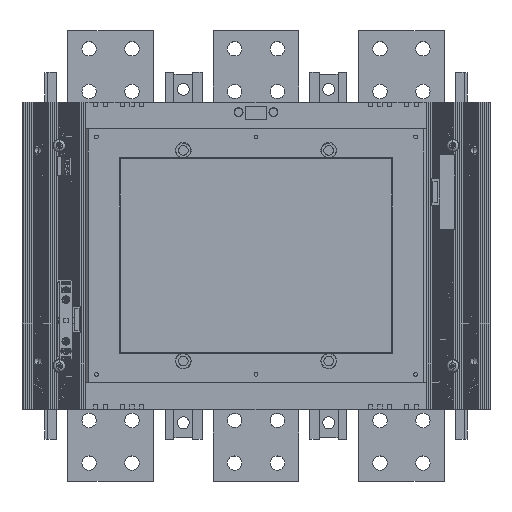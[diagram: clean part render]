
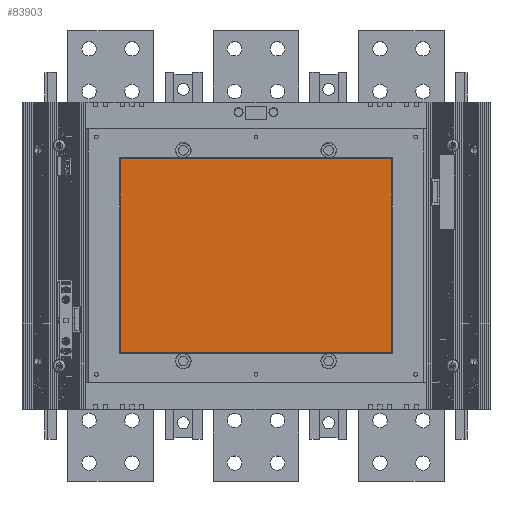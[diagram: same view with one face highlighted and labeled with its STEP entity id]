
A CAD part, top view. The second image highlights one B-rep face of the part: STEP entity #83903.
In plain terms, the highlighted face is planar.
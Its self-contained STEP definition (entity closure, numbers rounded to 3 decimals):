
#65745=DIRECTION('',(0.,0.,-1.));
#65746=VECTOR('',#65745,254.);
#65747=CARTESIAN_POINT('',(116.,90.5,127.));
#65748=LINE('',#65747,#65746);
#65752=DIRECTION('',(0.,-1.,0.));
#65753=VECTOR('',#65752,181.);
#65754=CARTESIAN_POINT('',(116.,90.5,-127.));
#65755=LINE('',#65754,#65753);
#65759=DIRECTION('',(0.,0.,1.));
#65760=VECTOR('',#65759,254.);
#65761=CARTESIAN_POINT('',(116.,-90.5,-127.));
#65762=LINE('',#65761,#65760);
#65766=DIRECTION('',(0.,1.,0.));
#65767=VECTOR('',#65766,181.);
#65768=CARTESIAN_POINT('',(116.,-90.5,127.));
#65769=LINE('',#65768,#65767);
#71665=CARTESIAN_POINT('',(116.,90.5,127.));
#71666=CARTESIAN_POINT('',(116.,90.5,-127.));
#71667=VERTEX_POINT('',#71665);
#71668=VERTEX_POINT('',#71666);
#71669=CARTESIAN_POINT('',(116.,-90.5,-127.));
#71670=VERTEX_POINT('',#71669);
#71671=CARTESIAN_POINT('',(116.,-90.5,127.));
#71672=VERTEX_POINT('',#71671);
#83888=CARTESIAN_POINT('',(116.,-143.5,156.85));
#83889=DIRECTION('',(1.,0.,0.));
#83890=DIRECTION('',(0.,0.,-1.));
#83891=AXIS2_PLACEMENT_3D('',#83888,#83889,#83890);
#83892=PLANE('',#83891);
#83894=ORIENTED_EDGE('',*,*,#83893,.T.);
#83896=ORIENTED_EDGE('',*,*,#83895,.T.);
#83898=ORIENTED_EDGE('',*,*,#83897,.T.);
#83900=ORIENTED_EDGE('',*,*,#83899,.T.);
#83901=EDGE_LOOP('',(#83894,#83896,#83898,#83900));
#83902=FACE_OUTER_BOUND('',#83901,.F.);
#83893=EDGE_CURVE('',#71667,#71668,#65748,.T.);
#83895=EDGE_CURVE('',#71668,#71670,#65755,.T.);
#83897=EDGE_CURVE('',#71670,#71672,#65762,.T.);
#83899=EDGE_CURVE('',#71672,#71667,#65769,.T.);
#83903=ADVANCED_FACE('',(#83902),#83892,.T.);
